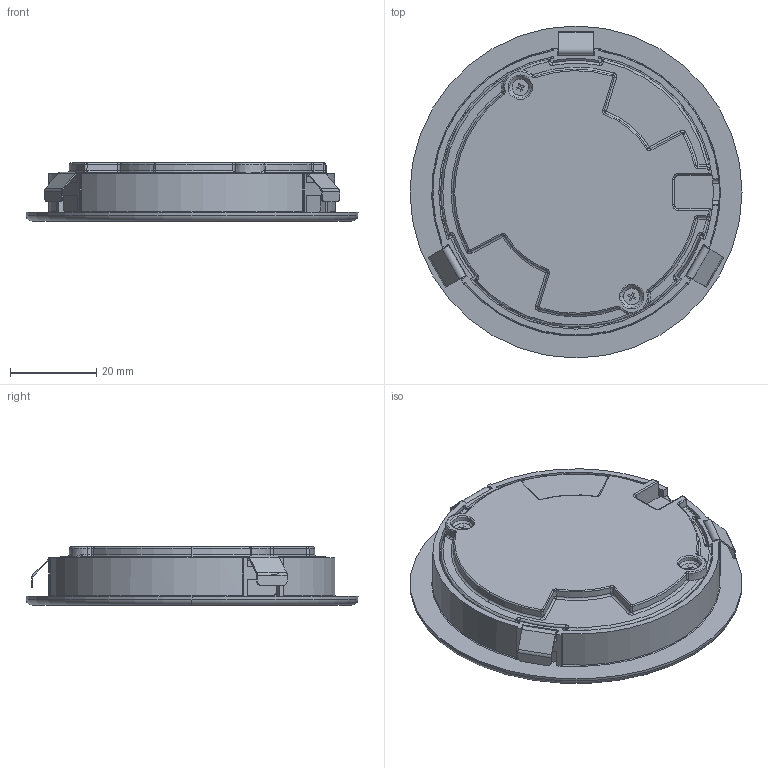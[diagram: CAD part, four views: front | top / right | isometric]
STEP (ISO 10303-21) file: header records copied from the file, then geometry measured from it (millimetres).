
FILE_DESCRIPTION(/* description */ (''),/* implementation_level */ '2;1');
FILE_NAME(/* name */ '5992418_step.stp',/* time_stamp */ '2019-07-29T13:55:39+02:00',/* author */ (''),/* organization */ (''),/* preprocessor_version */ 'ST-DEVELOPER v16.7',/* originating_system */ 'SIEMENS PLM Software NX 12.0',/* authorisation */ '');
FILE_SCHEMA (('AUTOMOTIVE_DESIGN { 1 0 10303 214 3 1 1 1 }'));
Length unit declared in the file: millimetre
Products named in the file (1): p.sc35A4DEF4eesn
Bounding box: 77 x 77 x 13.47 mm (x, y, z)
Volume: 45542.5 mm3; surface area: 13866.7 mm2
Topology: 1 solids, 2 shells, 423 faces, 1077 edges, 661 vertices
Faces by surface type: plane 159, bspline 86, cylinder 65, torus 48, cone 48, sphere 17
Entity records: 15282 total; most frequent: CARTESIAN_POINT 5544, ORIENTED_EDGE 2138, DIRECTION 1861, EDGE_CURVE 1069, AXIS2_PLACEMENT_3D 717, VERTEX_POINT 661, EDGE_LOOP 438, LINE 427
